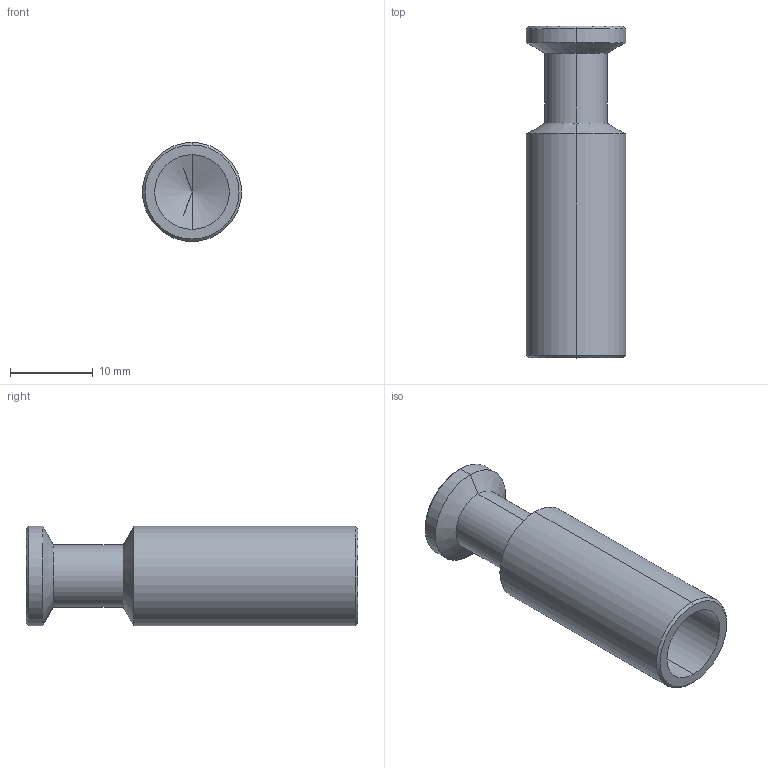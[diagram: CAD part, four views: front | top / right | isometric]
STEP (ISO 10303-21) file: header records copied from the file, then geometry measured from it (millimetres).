
FILE_DESCRIPTION(( 'RT.33.12.00.STEP' ), '1');
FILE_NAME( 'RT.33.12.00.STEP', '2018-10-08T17:27:24',( 'Sopra'),('sopra-pneumatic.com'), 'SwSTEP 2.0','SolidWorks 2009','' );
FILE_SCHEMA (( 'CONFIG_CONTROL_DESIGN' ));
Length unit declared in the file: millimetre
Products named in the file (1): B0230060
Bounding box: 11.95 x 40 x 11.95 mm (x, y, z)
Volume: 2254.3 mm3; surface area: 2337.9 mm2
Topology: 1 solids, 1 shells, 20 faces, 40 edges, 21 vertices
Faces by surface type: cone 10, cylinder 8, plane 2
Entity records: 575 total; most frequent: DIRECTION 100, CARTESIAN_POINT 80, ORIENTED_EDGE 76, AXIS2_PLACEMENT_3D 41, EDGE_CURVE 38, VERTEX_POINT 21, EDGE_LOOP 21, ADVANCED_FACE 20
